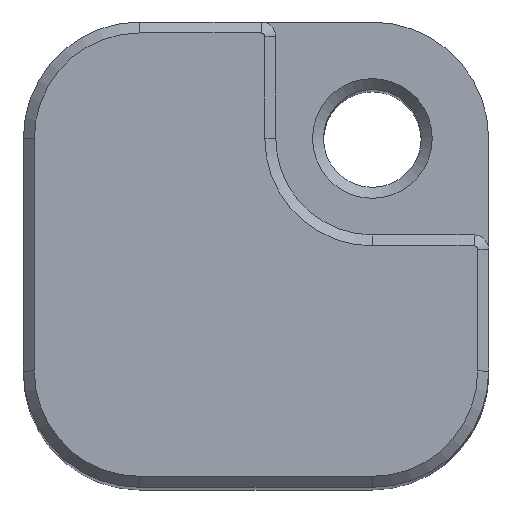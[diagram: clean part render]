
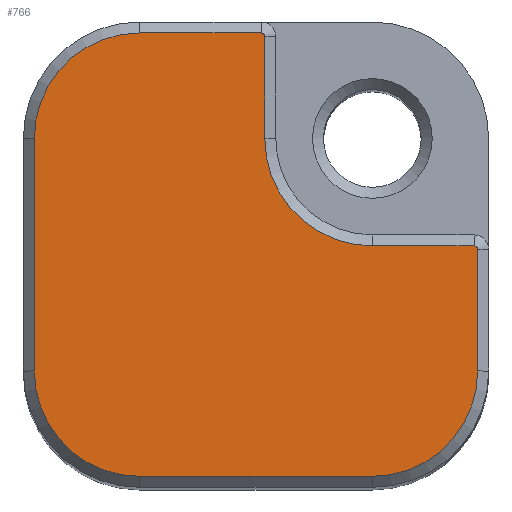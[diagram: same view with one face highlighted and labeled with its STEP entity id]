
A CAD part, top view. The second image highlights one B-rep face of the part: STEP entity #766.
In plain terms, the highlighted planar face has unit normal (0, 0, 1).
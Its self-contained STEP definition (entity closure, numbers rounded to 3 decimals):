
#29=CIRCLE('',#821,5.871);
#31=CIRCLE('',#825,0.194);
#33=CIRCLE('',#829,5.75);
#35=CIRCLE('',#833,5.75);
#37=CIRCLE('',#837,5.75);
#39=CIRCLE('',#841,0.194);
#99=FACE_OUTER_BOUND('',#146,.T.);
#146=EDGE_LOOP('',(#578,#579,#580,#581,#582,#583,#584,#585,#586,#587,#588,
#589));
#178=LINE('',#1157,#251);
#183=LINE('',#1171,#256);
#187=LINE('',#1183,#260);
#191=LINE('',#1195,#264);
#195=LINE('',#1207,#268);
#199=LINE('',#1219,#272);
#251=VECTOR('',#909,10.);
#256=VECTOR('',#922,10.);
#260=VECTOR('',#934,10.);
#264=VECTOR('',#946,10.);
#268=VECTOR('',#958,10.);
#272=VECTOR('',#970,10.);
#324=VERTEX_POINT('',#1154);
#325=VERTEX_POINT('',#1156);
#328=VERTEX_POINT('',#1164);
#330=VERTEX_POINT('',#1169);
#332=VERTEX_POINT('',#1176);
#334=VERTEX_POINT('',#1181);
#336=VERTEX_POINT('',#1188);
#338=VERTEX_POINT('',#1193);
#340=VERTEX_POINT('',#1200);
#342=VERTEX_POINT('',#1205);
#344=VERTEX_POINT('',#1212);
#346=VERTEX_POINT('',#1217);
#391=EDGE_CURVE('',#324,#325,#178,.T.);
#396=EDGE_CURVE('',#328,#324,#29,.T.);
#398=EDGE_CURVE('',#330,#328,#183,.T.);
#402=EDGE_CURVE('',#332,#330,#31,.T.);
#404=EDGE_CURVE('',#334,#332,#187,.T.);
#408=EDGE_CURVE('',#336,#334,#33,.T.);
#410=EDGE_CURVE('',#338,#336,#191,.T.);
#414=EDGE_CURVE('',#340,#338,#35,.T.);
#416=EDGE_CURVE('',#342,#340,#195,.T.);
#420=EDGE_CURVE('',#344,#342,#37,.T.);
#422=EDGE_CURVE('',#346,#344,#199,.T.);
#425=EDGE_CURVE('',#325,#346,#39,.T.);
#578=ORIENTED_EDGE('',*,*,#391,.F.);
#579=ORIENTED_EDGE('',*,*,#396,.F.);
#580=ORIENTED_EDGE('',*,*,#398,.F.);
#581=ORIENTED_EDGE('',*,*,#402,.F.);
#582=ORIENTED_EDGE('',*,*,#404,.F.);
#583=ORIENTED_EDGE('',*,*,#408,.F.);
#584=ORIENTED_EDGE('',*,*,#410,.F.);
#585=ORIENTED_EDGE('',*,*,#414,.F.);
#586=ORIENTED_EDGE('',*,*,#416,.F.);
#587=ORIENTED_EDGE('',*,*,#420,.F.);
#588=ORIENTED_EDGE('',*,*,#422,.F.);
#589=ORIENTED_EDGE('',*,*,#425,.F.);
#735=PLANE('',#852);
#766=ADVANCED_FACE('',(#99),#735,.T.);
#821=AXIS2_PLACEMENT_3D('',#1166,#917,#918);
#825=AXIS2_PLACEMENT_3D('',#1178,#929,#930);
#829=AXIS2_PLACEMENT_3D('',#1190,#941,#942);
#833=AXIS2_PLACEMENT_3D('',#1202,#953,#954);
#837=AXIS2_PLACEMENT_3D('',#1214,#965,#966);
#841=AXIS2_PLACEMENT_3D('',#1223,#976,#977);
#852=AXIS2_PLACEMENT_3D('',#1258,#1011,#1012);
#909=DIRECTION('',(1.,0.,0.));
#917=DIRECTION('center_axis',(0.,0.,1.));
#918=DIRECTION('ref_axis',(-0.707,-0.707,0.));
#922=DIRECTION('',(0.,-1.,0.));
#929=DIRECTION('center_axis',(0.,0.,-1.));
#930=DIRECTION('ref_axis',(0.707,0.707,0.));
#934=DIRECTION('',(1.,0.,0.));
#941=DIRECTION('center_axis',(0.,0.,-1.));
#942=DIRECTION('ref_axis',(-0.707,0.707,0.));
#946=DIRECTION('',(0.,1.,0.));
#953=DIRECTION('center_axis',(0.,0.,-1.));
#954=DIRECTION('ref_axis',(-0.707,-0.707,0.));
#958=DIRECTION('',(-1.,0.,0.));
#965=DIRECTION('center_axis',(0.,0.,-1.));
#966=DIRECTION('ref_axis',(0.707,-0.707,0.));
#970=DIRECTION('',(0.,-1.,0.));
#976=DIRECTION('center_axis',(0.,0.,-1.));
#977=DIRECTION('ref_axis',(0.707,0.707,0.));
#1011=DIRECTION('center_axis',(0.,0.,1.));
#1012=DIRECTION('ref_axis',(1.,0.,0.));
#1154=CARTESIAN_POINT('',(19.05,13.179,84.138));
#1156=CARTESIAN_POINT('',(24.606,13.179,84.138));
#1157=CARTESIAN_POINT('',(19.05,13.179,84.138));
#1164=CARTESIAN_POINT('',(13.179,19.05,84.138));
#1166=CARTESIAN_POINT('Origin',(19.05,19.05,84.138));
#1169=CARTESIAN_POINT('',(13.179,24.606,84.138));
#1171=CARTESIAN_POINT('',(13.179,13.24,84.138));
#1176=CARTESIAN_POINT('',(12.985,24.8,84.138));
#1178=CARTESIAN_POINT('Origin',(12.985,24.606,84.138));
#1181=CARTESIAN_POINT('',(6.35,24.8,84.138));
#1183=CARTESIAN_POINT('',(19.05,24.8,84.138));
#1188=CARTESIAN_POINT('',(0.6,19.05,84.138));
#1190=CARTESIAN_POINT('Origin',(6.35,19.05,84.138));
#1193=CARTESIAN_POINT('',(0.6,6.35,84.138));
#1195=CARTESIAN_POINT('',(0.6,19.05,84.138));
#1200=CARTESIAN_POINT('',(6.35,0.6,84.138));
#1202=CARTESIAN_POINT('Origin',(6.35,6.35,84.138));
#1205=CARTESIAN_POINT('',(19.05,0.6,84.138));
#1207=CARTESIAN_POINT('',(6.35,0.6,84.138));
#1212=CARTESIAN_POINT('',(24.8,6.35,84.138));
#1214=CARTESIAN_POINT('Origin',(19.05,6.35,84.138));
#1217=CARTESIAN_POINT('',(24.8,12.985,84.138));
#1219=CARTESIAN_POINT('',(24.8,6.35,84.138));
#1223=CARTESIAN_POINT('Origin',(24.606,12.985,84.138));
#1258=CARTESIAN_POINT('Origin',(12.7,12.7,84.138));
